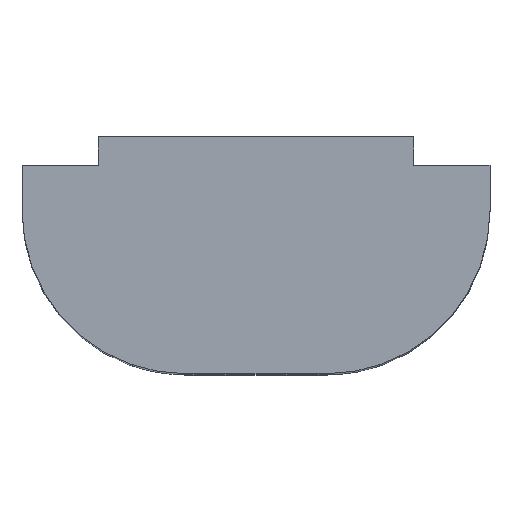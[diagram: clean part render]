
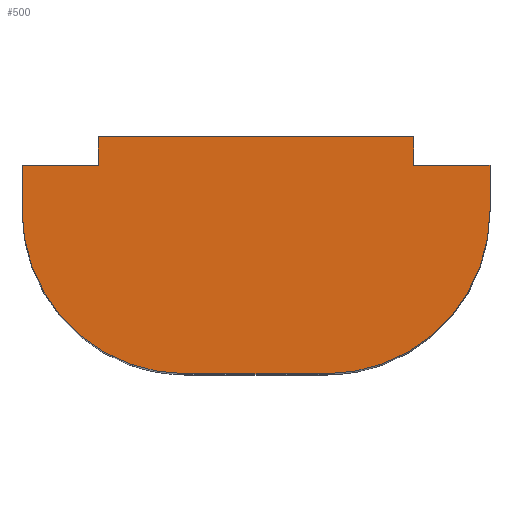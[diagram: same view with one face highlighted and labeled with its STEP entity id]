
A CAD part, top view. The second image highlights one B-rep face of the part: STEP entity #500.
In plain terms, the highlighted planar face has unit normal (0, 0, 1).
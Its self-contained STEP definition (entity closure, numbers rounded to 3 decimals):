
#2 = VECTOR ( 'NONE', #220, 1000. ) ;
#11 = LINE ( 'NONE', #210, #2 ) ;
#13 = LINE ( 'NONE', #212, #19 ) ;
#16 = VECTOR ( 'NONE', #222, 1000. ) ;
#19 = VECTOR ( 'NONE', #211, 1000. ) ;
#21 = LINE ( 'NONE', #278, #26 ) ;
#22 = LINE ( 'NONE', #225, #16 ) ;
#24 = CIRCLE ( 'NONE', #504, 2.9 ) ;
#26 = VECTOR ( 'NONE', #280, 1000. ) ;
#40 = VECTOR ( 'NONE', #299, 1000. ) ;
#46 = LINE ( 'NONE', #376, #40 ) ;
#56 = VECTOR ( 'NONE', #319, 1000. ) ;
#57 = AXIS2_PLACEMENT_3D ( 'NONE', #176, #171, #170 ) ;
#60 = LINE ( 'NONE', #340, #56 ) ;
#71 = DIRECTION ( 'NONE',  ( 0., 1., 0. ) ) ;
#72 = CIRCLE ( 'NONE', #525, 2.9 ) ;
#76 = VERTEX_POINT ( 'NONE', #489 ) ;
#79 = CARTESIAN_POINT ( 'NONE',  ( 2.8, 0., 13.6 ) ) ;
#82 = VERTEX_POINT ( 'NONE', #193 ) ;
#94 = CARTESIAN_POINT ( 'NONE',  ( -4.15, -0.5, 13.6 ) ) ;
#99 = CARTESIAN_POINT ( 'NONE',  ( -2.8, 0., 13.6 ) ) ;
#102 = CARTESIAN_POINT ( 'NONE',  ( 2.8, -0.5, 13.6 ) ) ;
#105 = CARTESIAN_POINT ( 'NONE',  ( -1.25, -4.2, 13.6 ) ) ;
#111 = ORIENTED_EDGE ( 'NONE', *, *, #371, .T. ) ;
#114 = VERTEX_POINT ( 'NONE', #235 ) ;
#119 = EDGE_CURVE ( 'NONE', #76, #423, #248, .T. ) ;
#128 = CARTESIAN_POINT ( 'NONE',  ( -2.8, -0.5, 13.6 ) ) ;
#137 = FACE_OUTER_BOUND ( 'NONE', #281, .T. ) ;
#170 = DIRECTION ( 'NONE',  ( -1., 0., 0. ) ) ;
#171 = DIRECTION ( 'NONE',  ( 0., 0., -1. ) ) ;
#175 = PLANE ( 'NONE',  #57 ) ;
#176 = CARTESIAN_POINT ( 'NONE',  ( -1.25, -1.3, 13.6 ) ) ;
#193 = CARTESIAN_POINT ( 'NONE',  ( -4.15, -1.3, 13.6 ) ) ;
#210 = CARTESIAN_POINT ( 'NONE',  ( -2.8, -0.5, 13.6 ) ) ;
#211 = DIRECTION ( 'NONE',  ( -1., 0., 0. ) ) ;
#212 = CARTESIAN_POINT ( 'NONE',  ( 2.8, -0.5, 13.6 ) ) ;
#220 = DIRECTION ( 'NONE',  ( -1., 0., 0. ) ) ;
#222 = DIRECTION ( 'NONE',  ( -1., 0., 0. ) ) ;
#225 = CARTESIAN_POINT ( 'NONE',  ( 2.8, 0., 13.6 ) ) ;
#229 = VECTOR ( 'NONE', #239, 1000. ) ;
#235 = CARTESIAN_POINT ( 'NONE',  ( 2.8, 0., 13.6 ) ) ;
#239 = DIRECTION ( 'NONE',  ( 0., 1., 0. ) ) ;
#242 = CARTESIAN_POINT ( 'NONE',  ( 4.15, -0.5, 13.6 ) ) ;
#248 = LINE ( 'NONE', #242, #229 ) ;
#262 = ORIENTED_EDGE ( 'NONE', *, *, #577, .T. ) ;
#278 = CARTESIAN_POINT ( 'NONE',  ( -4.15, -0.5, 13.6 ) ) ;
#280 = DIRECTION ( 'NONE',  ( 0., -1., 0. ) ) ;
#281 = EDGE_LOOP ( 'NONE', ( #354, #507, #528, #292, #111, #411, #482, #296, #262, #531 ) ) ;
#283 = VERTEX_POINT ( 'NONE', #102 ) ;
#286 = DIRECTION ( 'NONE',  ( 0., 0., 1. ) ) ;
#287 = CARTESIAN_POINT ( 'NONE',  ( 1.25, -1.3, 13.6 ) ) ;
#292 = ORIENTED_EDGE ( 'NONE', *, *, #375, .T. ) ;
#296 = ORIENTED_EDGE ( 'NONE', *, *, #473, .T. ) ;
#299 = DIRECTION ( 'NONE',  ( 0., -1., 0. ) ) ;
#319 = DIRECTION ( 'NONE',  ( 1., 0., 0. ) ) ;
#340 = CARTESIAN_POINT ( 'NONE',  ( 1.25, -4.2, 13.6 ) ) ;
#354 = ORIENTED_EDGE ( 'NONE', *, *, #385, .T. ) ;
#357 = DIRECTION ( 'NONE',  ( 1., 0., 0. ) ) ;
#371 = EDGE_CURVE ( 'NONE', #556, #422, #60, .T. ) ;
#375 = EDGE_CURVE ( 'NONE', #82, #556, #72, .T. ) ;
#376 = CARTESIAN_POINT ( 'NONE',  ( -2.8, 0., 13.6 ) ) ;
#378 = DIRECTION ( 'NONE',  ( 0., 0., 1. ) ) ;
#380 = DIRECTION ( 'NONE',  ( -1., 0., 0. ) ) ;
#385 = EDGE_CURVE ( 'NONE', #552, #532, #46, .T. ) ;
#411 = ORIENTED_EDGE ( 'NONE', *, *, #430, .T. ) ;
#422 = VERTEX_POINT ( 'NONE', #451 ) ;
#423 = VERTEX_POINT ( 'NONE', #454 ) ;
#430 = EDGE_CURVE ( 'NONE', #422, #76, #24, .T. ) ;
#451 = CARTESIAN_POINT ( 'NONE',  ( 1.25, -4.2, 13.6 ) ) ;
#454 = CARTESIAN_POINT ( 'NONE',  ( 4.15, -0.5, 13.6 ) ) ;
#463 = EDGE_CURVE ( 'NONE', #560, #82, #21, .T. ) ;
#464 = EDGE_CURVE ( 'NONE', #114, #552, #22, .T. ) ;
#465 = CARTESIAN_POINT ( 'NONE',  ( -1.25, -1.3, 13.6 ) ) ;
#473 = EDGE_CURVE ( 'NONE', #423, #283, #13, .T. ) ;
#482 = ORIENTED_EDGE ( 'NONE', *, *, #119, .T. ) ;
#489 = CARTESIAN_POINT ( 'NONE',  ( 4.15, -1.3, 13.6 ) ) ;
#490 = EDGE_CURVE ( 'NONE', #532, #560, #11, .T. ) ;
#500 = ADVANCED_FACE ( 'NONE', ( #137 ), #175, .F. ) ;
#504 = AXIS2_PLACEMENT_3D ( 'NONE', #287, #286, #357 ) ;
#507 = ORIENTED_EDGE ( 'NONE', *, *, #490, .T. ) ;
#525 = AXIS2_PLACEMENT_3D ( 'NONE', #465, #378, #380 ) ;
#528 = ORIENTED_EDGE ( 'NONE', *, *, #463, .T. ) ;
#531 = ORIENTED_EDGE ( 'NONE', *, *, #464, .T. ) ;
#532 = VERTEX_POINT ( 'NONE', #128 ) ;
#544 = VECTOR ( 'NONE', #71, 1000. ) ;
#552 = VERTEX_POINT ( 'NONE', #99 ) ;
#556 = VERTEX_POINT ( 'NONE', #105 ) ;
#560 = VERTEX_POINT ( 'NONE', #94 ) ;
#561 = LINE ( 'NONE', #79, #544 ) ;
#577 = EDGE_CURVE ( 'NONE', #283, #114, #561, .T. ) ;
